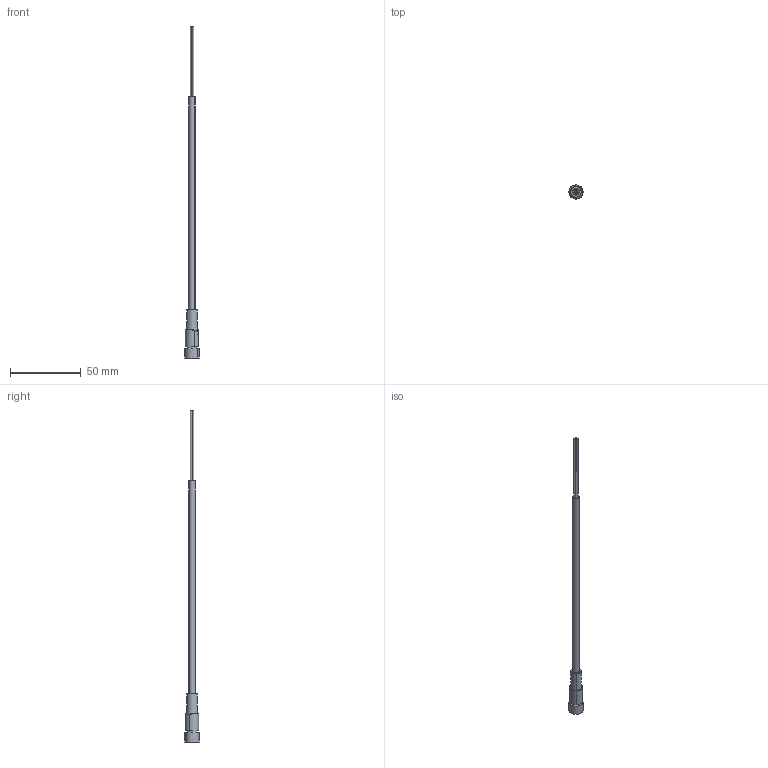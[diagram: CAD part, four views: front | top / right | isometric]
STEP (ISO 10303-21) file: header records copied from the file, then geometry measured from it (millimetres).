
FILE_DESCRIPTION(('STEP AP242'),'1');
FILE_NAME('connector_xzcpv0941l10.stp','2021-02-18T15:29:25',('TraceParts'),('TraceParts S.A.'),'Spatial InterOp 3D',' ',' ');
FILE_SCHEMA(('AP242_MANAGED_MODEL_BASED_3D_ENGINEERING_MIM_LF {1 0 10303 442 1 1 4}'));
Length unit declared in the file: millimetre
Products named in the file (1): connector_xzcpv0941l10
Bounding box: 9.96 x 9.96 x 233.9 mm (x, y, z)
Volume: 4426.4 mm3; surface area: 4228.4 mm2
Topology: 1 solids, 1 shells, 71 faces, 162 edges, 108 vertices
Faces by surface type: cylinder 36, plane 27, cone 4, extrusion 4
Entity records: 2144 total; most frequent: CARTESIAN_POINT 477, DIRECTION 358, ORIENTED_EDGE 324, EDGE_CURVE 162, AXIS2_PLACEMENT_3D 142, VERTEX_POINT 108, EDGE_LOOP 86, VECTOR 74
